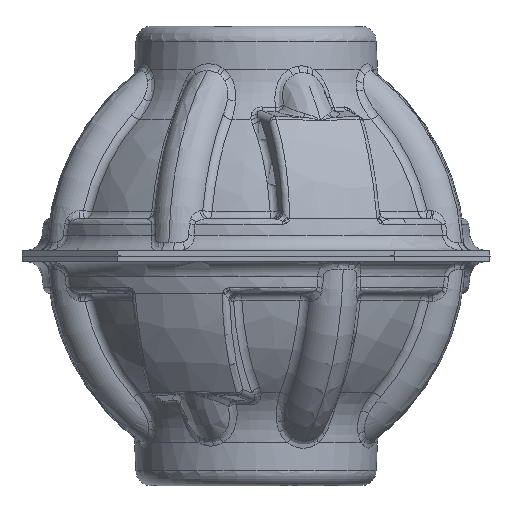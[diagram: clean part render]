
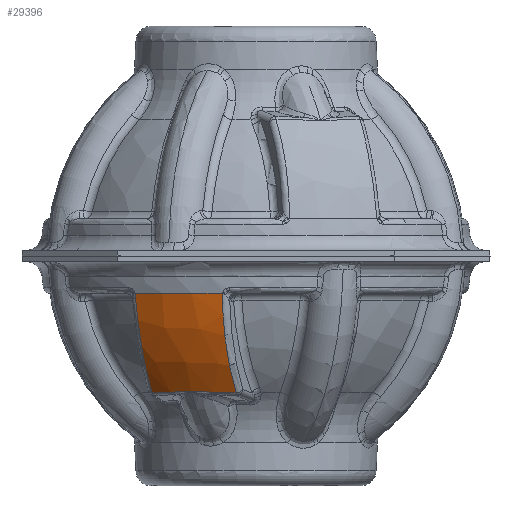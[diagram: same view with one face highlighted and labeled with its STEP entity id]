
A CAD part, front view. The second image highlights one B-rep face of the part: STEP entity #29396.
In plain terms, the highlighted spherical face has radius 246.203 mm.
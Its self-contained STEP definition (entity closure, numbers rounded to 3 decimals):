
#16257=AXIS2_PLACEMENT_3D('Circle Axis2P3D',#16255,#16256,$) ;
#29063=AXIS2_PLACEMENT_3D('Circle Axis2P3D',#29061,#29062,$) ;
#29352=AXIS2_PLACEMENT_3D('Circle Axis2P3D',#29350,#29351,$) ;
#29374=AXIS2_PLACEMENT_3D('Sphere Axis2P3D',#29371,#29372,#29373) ;
#16236=CARTESIAN_POINT('Vertex',(-38.797,241.113,43.229)) ;
#16252=CARTESIAN_POINT('Vertex',(-139.583,200.393,43.229)) ;
#16255=CARTESIAN_POINT('Axis2P3D Location',(0.,0.,43.229)) ;
#29061=CARTESIAN_POINT('Axis2P3D Location',(-72.987,-22.314,16.)) ;
#29065=CARTESIAN_POINT('Vertex',(-120.2,157.579,158.071)) ;
#29347=CARTESIAN_POINT('Vertex',(-22.999,196.851,158.071)) ;
#29350=CARTESIAN_POINT('Axis2P3D Location',(-11.517,28.504,186.352)) ;
#29371=CARTESIAN_POINT('Axis2P3D Location',(0.,0.,12.)) ;
#29377=CARTESIAN_POINT('Control Point',(-22.999,196.851,158.071)) ;
#29378=CARTESIAN_POINT('Control Point',(-25.313,202.277,150.395)) ;
#29379=CARTESIAN_POINT('Control Point',(-27.44,207.376,142.385)) ;
#29380=CARTESIAN_POINT('Control Point',(-29.365,212.113,134.083)) ;
#29381=CARTESIAN_POINT('Control Point',(-32.794,220.82,116.962)) ;
#29382=CARTESIAN_POINT('Control Point',(-35.355,227.926,98.941)) ;
#29383=CARTESIAN_POINT('Control Point',(-36.412,231.063,89.739)) ;
#29384=CARTESIAN_POINT('Control Point',(-37.72,235.333,74.979)) ;
#29385=CARTESIAN_POINT('Control Point',(-38.454,238.513,59.92)) ;
#29386=CARTESIAN_POINT('Control Point',(-38.646,239.529,54.38)) ;
#29387=CARTESIAN_POINT('Control Point',(-38.76,240.396,48.814)) ;
#29388=CARTESIAN_POINT('Control Point',(-38.797,241.113,43.229)) ;
#16256=DIRECTION('Axis2P3D Direction',(0.,0.,1.)) ;
#29062=DIRECTION('Axis2P3D Direction',(-0.955,-0.292,0.052)) ;
#29351=DIRECTION('Axis2P3D Direction',(0.065,-0.161,-0.985)) ;
#29372=DIRECTION('Axis2P3D Direction',(0.052,-0.058,-0.997)) ;
#29373=DIRECTION('Axis2P3D XDirection',(-0.667,0.741,-0.078)) ;
#29391=ORIENTED_EDGE('',*,*,#29389,.T.) ;
#29392=ORIENTED_EDGE('',*,*,#16259,.T.) ;
#29393=ORIENTED_EDGE('',*,*,#29067,.T.) ;
#29394=ORIENTED_EDGE('',*,*,#29354,.T.) ;
#29396=ADVANCED_FACE('#PartBody',(#29395),#29375,.T.) ;
#29376=B_SPLINE_CURVE_WITH_KNOTS('',5,(#29377,#29378,#29379,#29380,#29381,#29382,#29383,#29384,#29385,#29386,#29387,#29388),.UNSPECIFIED.,.F.,.U.,(6,3,3,6),(0.,69.091,138.182,178.003),.UNSPECIFIED.) ;
#16258=CIRCLE('generated circle',#16257,244.215) ;
#29064=CIRCLE('generated circle',#29063,234.041) ;
#29353=CIRCLE('generated circle',#29352,171.091) ;
#16259=EDGE_CURVE('',#16237,#16253,#16258,.T.) ;
#29067=EDGE_CURVE('',#16253,#29066,#29064,.F.) ;
#29354=EDGE_CURVE('',#29066,#29348,#29353,.T.) ;
#29389=EDGE_CURVE('',#29348,#16237,#29376,.T.) ;
#29390=EDGE_LOOP('',(#29391,#29392,#29393,#29394)) ;
#29395=FACE_OUTER_BOUND('',#29390,.T.) ;
#29375=SPHERICAL_SURFACE('',#29374,246.203) ;
#16237=VERTEX_POINT('',#16236) ;
#16253=VERTEX_POINT('',#16252) ;
#29066=VERTEX_POINT('',#29065) ;
#29348=VERTEX_POINT('',#29347) ;
